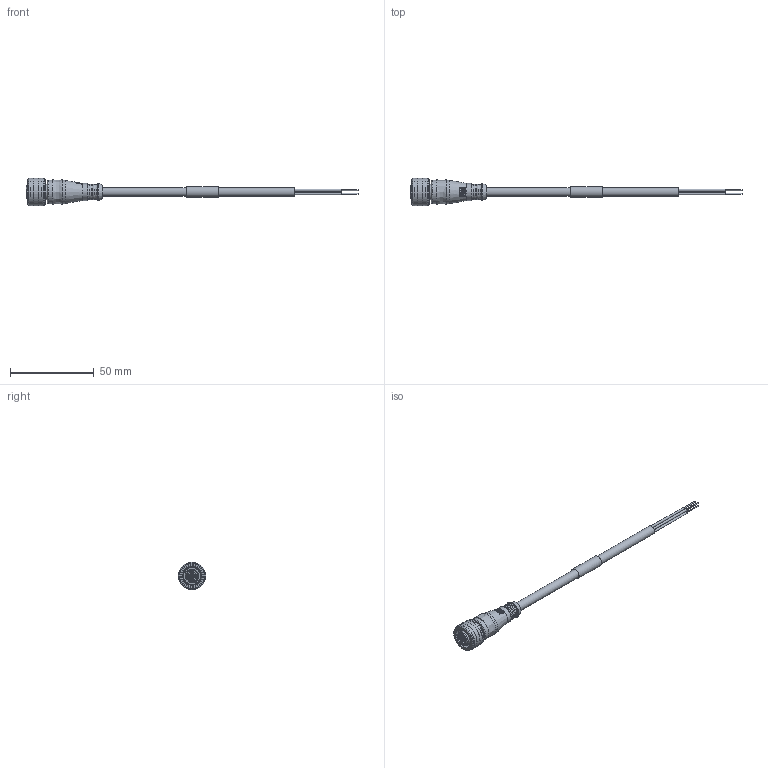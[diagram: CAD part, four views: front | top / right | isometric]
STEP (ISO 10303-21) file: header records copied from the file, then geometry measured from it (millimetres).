
FILE_DESCRIPTION (( 'STEP AP214' ), '1' );
FILE_NAME ('TRG421-C2Y.STEP', '2018-04-06T15:54:44', ( '' ), ( '' ), 'SwSTEP 2.0', 'SolidWorks 2017', '' );
FILE_SCHEMA (( 'AUTOMOTIVE_DESIGN' ));
Length unit declared in the file: inch
Products named in the file (4): 1AW01-003_.25" x .75" long; TRG421-C2Y-MA1; TRG420-C2Y-MA2_Stripped; TRG421-C2Y
Assembly tree (3 placements, depth 2):
  TRG421-C2Y
    TRG420-C2Y-MA2_Stripped
    TRG421-C2Y-MA1
    1AW01-003_.25" x .75" long
Bounding box: 198.3 x 16.5 x 16.5 mm (x, y, z)
Volume: 7994.3 mm3; surface area: 6917 mm2
Topology: 3 solids, 3 shells, 665 faces, 1796 edges, 1191 vertices
Faces by surface type: plane 498, cylinder 70, cone 55, bspline 39, torus 3
Full cylindrical faces by diameter (mm): 0.485 x4, 0.643 x4, 1.1 x5, 1.313 x4, 2.101 x1, 5.334 x2, 6.35 x1, 6.452 x1, 9.3 x1, 9.4 x1, 10.2 x1, 10.5 x1, 11 x2, 11.3 x1, 12.1 x1, 12.314 x1, 13.1 x1, 13.5 x1, 14 x3, 14.1 x2, 14.43 x1, 14.729 x1, 14.732 x1, 16.3 x2, 16.5 x3
Entity records: 25506 total; most frequent: CARTESIAN_POINT 7578, ORIENTED_EDGE 3352, DIRECTION 2420, EDGE_CURVE 1676, VERTEX_POINT 1157, AXIS2_PLACEMENT_3D 890, EDGE_LOOP 807, FACE_OUTER_BOUND 725
